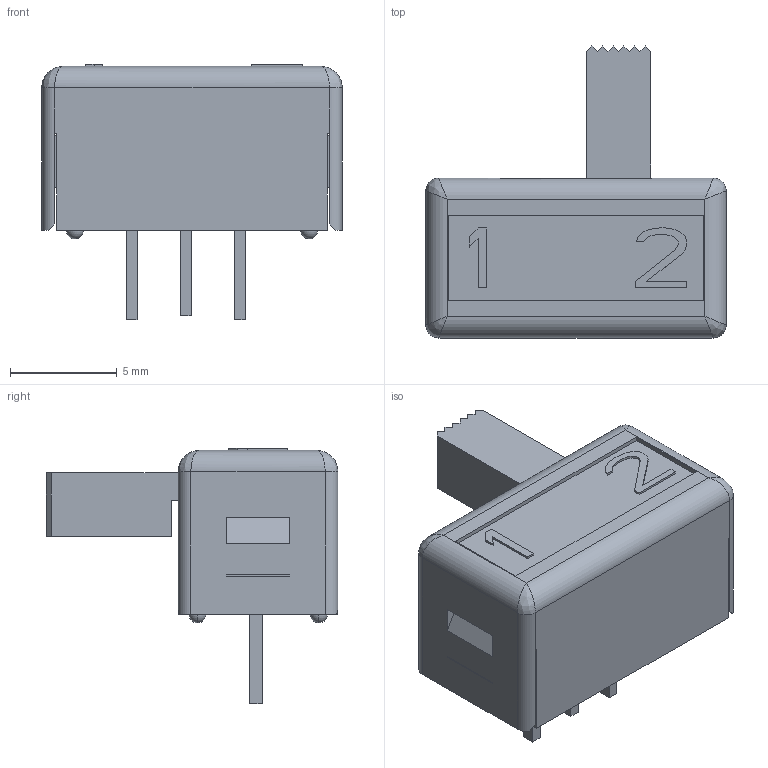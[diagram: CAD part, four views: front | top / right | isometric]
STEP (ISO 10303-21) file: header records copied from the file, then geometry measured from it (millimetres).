
FILE_DESCRIPTION((''),'2;1');
FILE_NAME('25336NA-6','2010-07-13T',('francis'),(''),'PRO/ENGINEER BY PARAMETRIC TECHNOLOGY CORPORATION, 2009440','PRO/ENGINEER BY PARAMETRIC TECHNOLOGY CORPORATION, 2009440','');
FILE_SCHEMA(('CONFIG_CONTROL_DESIGN'));
Length unit declared in the file: millimetre
Products named in the file (1): 25336NA-6
Bounding box: 14.1 x 13.7 x 12 mm (x, y, z)
Volume: 717 mm3; surface area: 1132.5 mm2
Topology: 3 solids, 3 shells, 185 faces, 511 edges, 326 vertices
Faces by surface type: plane 163, cylinder 10, sphere 8, bspline 4
Entity records: 6027 total; most frequent: CARTESIAN_POINT 1308, ORIENTED_EDGE 1006, DIRECTION 883, EDGE_CURVE 503, VECTOR 461, LINE 461, VERTEX_POINT 326, AXIS2_PLACEMENT_3D 211
